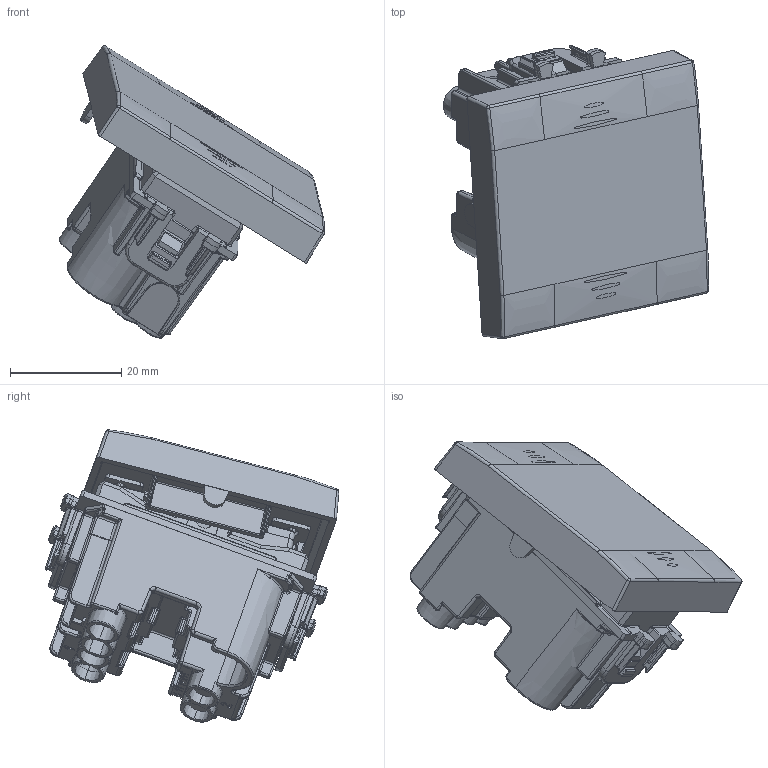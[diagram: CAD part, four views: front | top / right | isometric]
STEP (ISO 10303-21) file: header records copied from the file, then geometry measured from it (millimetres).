
FILE_DESCRIPTION(('CATIA V5 STEP Exchange'),'2;1');
FILE_NAME('441001-2.stp','2024-02-16T07:32:52+00:00',('none'),('none'),'CATIA Version 5-6 Release 2016 SP6','CATIA V5 STEP AP203','none');
FILE_SCHEMA(('CONFIG_CONTROL_DESIGN'));
Products named in the file (1): 441001-2
Assembly tree (14 placements, depth 2):
  441001-2
    #57
    #54987
    #74881  x4
    #76794  x4
    #77660
    #132665
    #164868
    #167438
Bounding box: 47.62 x 52.7 x 52.47 mm (x, y, z)
Volume: 16454.4 mm3; surface area: 27505 mm2
Topology: 16 solids, 16 shells, 4513 faces, 11684 edges, 6983 vertices
Faces by surface type: cylinder 1606, plane 1604, bspline 704, cone 226, sphere 217, torus 112, extrusion 40, revolution 4
Entity records: 169112 total; most frequent: CARTESIAN_POINT 80655, ORIENTED_EDGE 21498, DIRECTION 12462, EDGE_CURVE 10749, VERTEX_POINT 6545, VECTOR 4872, LINE 4832, AXIS2_PLACEMENT_3D 4622
